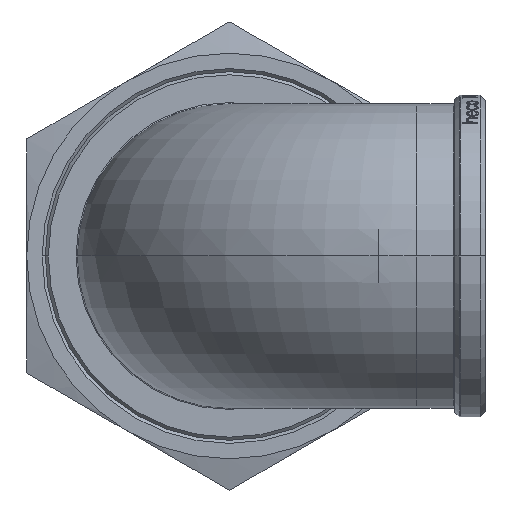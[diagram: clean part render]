
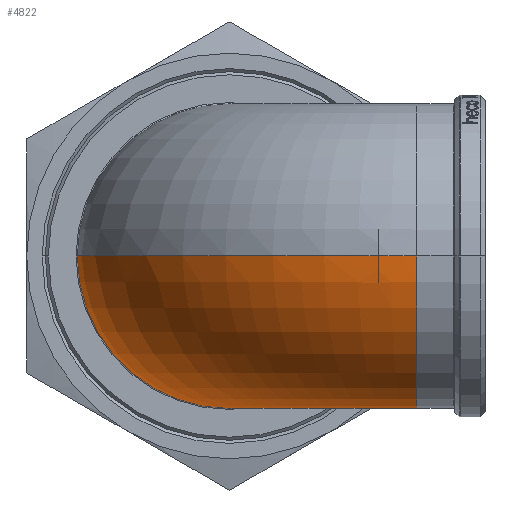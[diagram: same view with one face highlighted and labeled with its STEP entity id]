
A CAD part, left-side view. The second image highlights one B-rep face of the part: STEP entity #4822.
In plain terms, the highlighted toroidal (fillet/blend) face has major radius 42.5 mm and minor radius 34.5 mm.
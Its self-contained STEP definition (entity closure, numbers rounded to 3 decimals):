
#166 = DIRECTION ( 'NONE',  ( 0., 1., 0. ) ) ;
#568 = AXIS2_PLACEMENT_3D ( 'NONE', #1076, #19535, #17382 ) ;
#638 = EDGE_CURVE ( 'NONE', #17562, #9728, #2184, .T. ) ;
#810 = CIRCLE ( 'NONE', #568, 34.5 ) ;
#1031 = VERTEX_POINT ( 'NONE', #22634 ) ;
#1076 = CARTESIAN_POINT ( 'NONE',  ( 42.5, 58., 0. ) ) ;
#1370 = CARTESIAN_POINT ( 'NONE',  ( -34., 24.261, 0. ) ) ;
#1421 = VERTEX_POINT ( 'NONE', #1826 ) ;
#1826 = CARTESIAN_POINT ( 'NONE',  ( 42.5, 58., -34.5 ) ) ;
#2184 = B_SPLINE_CURVE_WITH_KNOTS ( 'NONE', 3,
 ( #1370, #16150, #6693, #19448 ),
 .UNSPECIFIED., .F., .F.,
 ( 4, 4 ),
 ( 0.006, 0.012 ),
 .UNSPECIFIED. ) ;
#2275 = B_SPLINE_CURVE_WITH_KNOTS ( 'NONE', 3,
 ( #2409, #15193, #6126, #9771 ),
 .UNSPECIFIED., .F., .F.,
 ( 4, 4 ),
 ( 0., 0.006 ),
 .UNSPECIFIED. ) ;
#2409 = CARTESIAN_POINT ( 'NONE',  ( -33.449, 24.3, -6.098 ) ) ;
#2520 = DIRECTION ( 'NONE',  ( 0., 0., -1. ) ) ;
#3162 = AXIS2_PLACEMENT_3D ( 'NONE', #3713, #11097, #22005 ) ;
#3200 = ORIENTED_EDGE ( 'NONE', *, *, #14101, .F. ) ;
#3387 = CARTESIAN_POINT ( 'NONE',  ( 0., 15.5, 0. ) ) ;
#3566 = FACE_OUTER_BOUND ( 'NONE', #11056, .T. ) ;
#3586 = CIRCLE ( 'NONE', #15832, 34.5 ) ;
#3713 = CARTESIAN_POINT ( 'NONE',  ( 42.5, 15.5, 0. ) ) ;
#4818 = CARTESIAN_POINT ( 'NONE',  ( 42.5, 15.5, 0. ) ) ;
#4822 = ADVANCED_FACE ( 'NONE', ( #3566 ), #16074, .T. ) ;
#5278 = AXIS2_PLACEMENT_3D ( 'NONE', #11562, #17222, #19057 ) ;
#5730 = CARTESIAN_POINT ( 'NONE',  ( -34., 24.261, 0. ) ) ;
#5857 = DIRECTION ( 'NONE',  ( 0., 0., -1. ) ) ;
#5914 = ORIENTED_EDGE ( 'NONE', *, *, #11326, .F. ) ;
#6126 = CARTESIAN_POINT ( 'NONE',  ( -33.995, 24.3, -2.033 ) ) ;
#6693 = CARTESIAN_POINT ( 'NONE',  ( -33.819, 24.273, -4.065 ) ) ;
#7460 = CARTESIAN_POINT ( 'NONE',  ( 42.5, 15.5, 0. ) ) ;
#7894 = VERTEX_POINT ( 'NONE', #9163 ) ;
#8365 = CIRCLE ( 'NONE', #14730, 77. ) ;
#8470 = DIRECTION ( 'NONE',  ( 0., 0., -1. ) ) ;
#8503 = EDGE_CURVE ( 'NONE', #1031, #21108, #16978, .T. ) ;
#8545 = DIRECTION ( 'NONE',  ( 0., 1., 0. ) ) ;
#8981 = CARTESIAN_POINT ( 'NONE',  ( -33.449, 24.3, -6.098 ) ) ;
#9163 = CARTESIAN_POINT ( 'NONE',  ( 34.5, 15.5, 0. ) ) ;
#9469 = ORIENTED_EDGE ( 'NONE', *, *, #9987, .T. ) ;
#9728 = VERTEX_POINT ( 'NONE', #8981 ) ;
#9771 = CARTESIAN_POINT ( 'NONE',  ( -33.995, 24.3, 0. ) ) ;
#9987 = EDGE_CURVE ( 'NONE', #12627, #17562, #8365, .T. ) ;
#10735 = CIRCLE ( 'NONE', #3162, 8. ) ;
#10859 = DIRECTION ( 'NONE',  ( -1., 0., 0. ) ) ;
#11056 = EDGE_LOOP ( 'NONE', ( #3200, #9469, #21149, #15748, #14530, #16452, #14328, #5914 ) ) ;
#11097 = DIRECTION ( 'NONE',  ( 0., 0., -1. ) ) ;
#11326 = EDGE_CURVE ( 'NONE', #7894, #15281, #10735, .T. ) ;
#11404 = DIRECTION ( 'NONE',  ( 0., 1., 0. ) ) ;
#11562 = CARTESIAN_POINT ( 'NONE',  ( 42.5, 58., 0. ) ) ;
#12627 = VERTEX_POINT ( 'NONE', #15751 ) ;
#12766 = DIRECTION ( 'NONE',  ( 0., -1., 0. ) ) ;
#13385 = CARTESIAN_POINT ( 'NONE',  ( 42.5, 15.5, 0. ) ) ;
#13864 = AXIS2_PLACEMENT_3D ( 'NONE', #13385, #2520, #11404 ) ;
#14101 = EDGE_CURVE ( 'NONE', #12627, #7894, #3586, .T. ) ;
#14328 = ORIENTED_EDGE ( 'NONE', *, *, #23475, .F. ) ;
#14530 = ORIENTED_EDGE ( 'NONE', *, *, #8503, .T. ) ;
#14730 = AXIS2_PLACEMENT_3D ( 'NONE', #4818, #8470, #8545 ) ;
#15193 = CARTESIAN_POINT ( 'NONE',  ( -33.816, 24.3, -4.065 ) ) ;
#15281 = VERTEX_POINT ( 'NONE', #16549 ) ;
#15748 = ORIENTED_EDGE ( 'NONE', *, *, #22965, .T. ) ;
#15751 = CARTESIAN_POINT ( 'NONE',  ( -34.5, 15.5, 0. ) ) ;
#15832 = AXIS2_PLACEMENT_3D ( 'NONE', #3387, #12766, #10859 ) ;
#16074 = TOROIDAL_SURFACE ( 'NONE', #13864, 42.5, 34.5 ) ;
#16150 = CARTESIAN_POINT ( 'NONE',  ( -34., 24.261, -2.033 ) ) ;
#16452 = ORIENTED_EDGE ( 'NONE', *, *, #22072, .F. ) ;
#16549 = CARTESIAN_POINT ( 'NONE',  ( 42.5, 23.5, 0. ) ) ;
#16978 = CIRCLE ( 'NONE', #18528, 77. ) ;
#17222 = DIRECTION ( 'NONE',  ( 1., 0., 0. ) ) ;
#17382 = DIRECTION ( 'NONE',  ( 0., 1., 0. ) ) ;
#17562 = VERTEX_POINT ( 'NONE', #5730 ) ;
#18528 = AXIS2_PLACEMENT_3D ( 'NONE', #7460, #5857, #166 ) ;
#19057 = DIRECTION ( 'NONE',  ( 0., 1., 0. ) ) ;
#19448 = CARTESIAN_POINT ( 'NONE',  ( -33.449, 24.3, -6.098 ) ) ;
#19535 = DIRECTION ( 'NONE',  ( 1., 0., 0. ) ) ;
#20440 = CIRCLE ( 'NONE', #5278, 34.5 ) ;
#21108 = VERTEX_POINT ( 'NONE', #22357 ) ;
#21149 = ORIENTED_EDGE ( 'NONE', *, *, #638, .T. ) ;
#22005 = DIRECTION ( 'NONE',  ( 0., 1., 0. ) ) ;
#22072 = EDGE_CURVE ( 'NONE', #1421, #21108, #810, .T. ) ;
#22357 = CARTESIAN_POINT ( 'NONE',  ( 42.5, 92.5, 0. ) ) ;
#22634 = CARTESIAN_POINT ( 'NONE',  ( -33.995, 24.3, 0. ) ) ;
#22965 = EDGE_CURVE ( 'NONE', #9728, #1031, #2275, .T. ) ;
#23475 = EDGE_CURVE ( 'NONE', #15281, #1421, #20440, .T. ) ;
